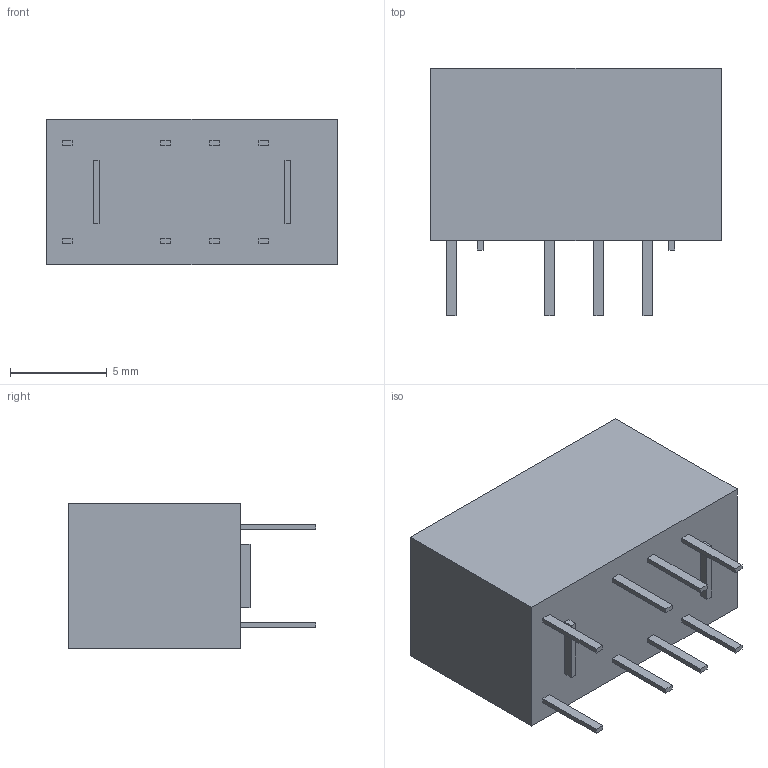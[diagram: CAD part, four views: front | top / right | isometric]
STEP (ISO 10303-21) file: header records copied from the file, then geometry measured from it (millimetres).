
FILE_DESCRIPTION (( 'STEP AP214' ), '1' );
FILE_NAME ('IR_TEC2S_L15W7.5H9.4.STEP', '2018-11-13T16:51:08', ( '' ), ( '' ), 'SwSTEP 2.0', 'SolidWorks 2014', '' );
FILE_SCHEMA (( 'AUTOMOTIVE_DESIGN' ));
Length unit declared in the file: millimetre
Products named in the file (1): IR_TEC2S_L15W7.5H9.4
Bounding box: 15 x 12.8 x 7.5 mm (x, y, z)
Volume: 1006.1 mm3; surface area: 679.5 mm2
Topology: 1 solids, 1 shells, 110 faces, 285 edges, 190 vertices
Faces by surface type: plane 110
Entity records: 2696 total; most frequent: ORIENTED_EDGE 570, EDGE_CURVE 285, LINE 285, CARTESIAN_POINT 224, VERTEX_POINT 190, DIRECTION 139, EDGE_LOOP 123, STYLED_ITEM 112
